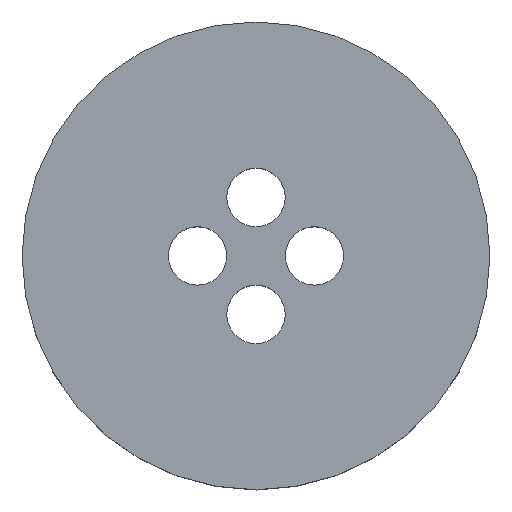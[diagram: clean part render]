
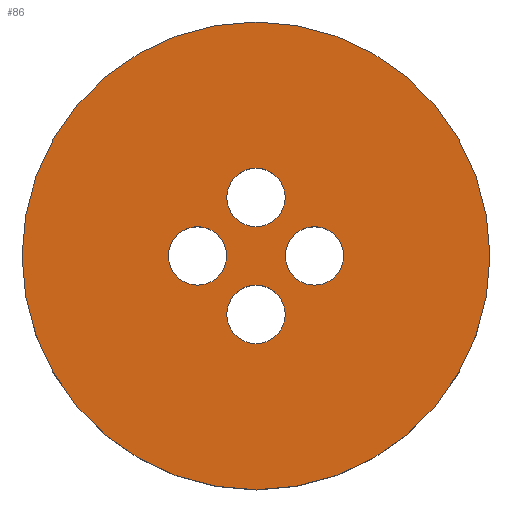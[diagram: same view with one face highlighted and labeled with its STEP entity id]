
A CAD part, top view. The second image highlights one B-rep face of the part: STEP entity #86.
In plain terms, the highlighted planar face has unit normal (0, 0, 1).
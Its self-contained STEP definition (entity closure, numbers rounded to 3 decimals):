
#86=ADVANCED_FACE('',(#114,#115,#116,#117,#118),#119,.T.);
#114=FACE_BOUND('',#146,.T.);
#115=FACE_BOUND('',#147,.T.);
#116=FACE_BOUND('',#148,.T.);
#117=FACE_BOUND('',#149,.T.);
#118=FACE_OUTER_BOUND('',#150,.T.);
#119=PLANE('',#151);
#146=EDGE_LOOP('',(#235,#236));
#147=EDGE_LOOP('',(#237,#238));
#148=EDGE_LOOP('',(#239,#240));
#149=EDGE_LOOP('',(#241,#242));
#150=EDGE_LOOP('',(#243,#244));
#151=AXIS2_PLACEMENT_3D('',#245,#246,#247);
#235=ORIENTED_EDGE('',*,*,#273,.T.);
#236=ORIENTED_EDGE('',*,*,#257,.T.);
#237=ORIENTED_EDGE('',*,*,#265,.T.);
#238=ORIENTED_EDGE('',*,*,#269,.T.);
#239=ORIENTED_EDGE('',*,*,#261,.T.);
#240=ORIENTED_EDGE('',*,*,#271,.T.);
#241=ORIENTED_EDGE('',*,*,#253,.T.);
#242=ORIENTED_EDGE('',*,*,#275,.T.);
#243=ORIENTED_EDGE('',*,*,#251,.T.);
#244=ORIENTED_EDGE('',*,*,#276,.T.);
#245=CARTESIAN_POINT('',(0.0,0.0,0.5));
#246=DIRECTION('',(0.0,0.0,1.0));
#247=DIRECTION('',(1.0,0.0,0.0));
#251=EDGE_CURVE('',#279,#283,#285,.T.);
#253=EDGE_CURVE('',#289,#286,#290,.T.);
#257=EDGE_CURVE('',#297,#294,#298,.T.);
#261=EDGE_CURVE('',#305,#302,#306,.T.);
#265=EDGE_CURVE('',#313,#310,#314,.T.);
#269=EDGE_CURVE('',#310,#313,#319,.T.);
#271=EDGE_CURVE('',#302,#305,#321,.T.);
#273=EDGE_CURVE('',#294,#297,#323,.T.);
#275=EDGE_CURVE('',#286,#289,#325,.T.);
#276=EDGE_CURVE('',#283,#279,#326,.T.);
#279=VERTEX_POINT('',#329);
#283=VERTEX_POINT('',#334);
#285=CIRCLE('',#337,2.0);
#286=VERTEX_POINT('',#338);
#289=VERTEX_POINT('',#342);
#290=CIRCLE('',#343,0.25);
#294=VERTEX_POINT('',#348);
#297=VERTEX_POINT('',#352);
#298=CIRCLE('',#353,0.25);
#302=VERTEX_POINT('',#358);
#305=VERTEX_POINT('',#362);
#306=CIRCLE('',#363,0.25);
#310=VERTEX_POINT('',#368);
#313=VERTEX_POINT('',#372);
#314=CIRCLE('',#373,0.25);
#319=CIRCLE('',#379,0.25);
#321=CIRCLE('',#381,0.25);
#323=CIRCLE('',#383,0.25);
#325=CIRCLE('',#385,0.25);
#326=CIRCLE('',#386,2.0);
#329=CARTESIAN_POINT('',(2.0,0.0,0.5));
#334=CARTESIAN_POINT('',(-2.0,0.,0.5));
#337=AXIS2_PLACEMENT_3D('',#393,#394,#395);
#338=CARTESIAN_POINT('',(-0.25,0.,0.5));
#342=CARTESIAN_POINT('',(-0.75,0.,0.5));
#343=AXIS2_PLACEMENT_3D('',#397,#398,#399);
#348=CARTESIAN_POINT('',(0.75,0.0,0.5));
#352=CARTESIAN_POINT('',(0.25,0.,0.5));
#353=AXIS2_PLACEMENT_3D('',#405,#406,#407);
#358=CARTESIAN_POINT('',(0.,-0.25,0.5));
#362=CARTESIAN_POINT('',(0.,-0.75,0.5));
#363=AXIS2_PLACEMENT_3D('',#413,#414,#415);
#368=CARTESIAN_POINT('',(0.,0.75,0.5));
#372=CARTESIAN_POINT('',(0.,0.25,0.5));
#373=AXIS2_PLACEMENT_3D('',#421,#422,#423);
#379=AXIS2_PLACEMENT_3D('',#431,#432,#433);
#381=AXIS2_PLACEMENT_3D('',#437,#438,#439);
#383=AXIS2_PLACEMENT_3D('',#443,#444,#445);
#385=AXIS2_PLACEMENT_3D('',#449,#450,#451);
#386=AXIS2_PLACEMENT_3D('',#452,#453,#454);
#393=CARTESIAN_POINT('',(0.0,0.0,0.5));
#394=DIRECTION('',(0.0,0.0,1.0));
#395=DIRECTION('',(1.0,0.0,0.0));
#397=CARTESIAN_POINT('',(-0.5,0.0,0.5));
#398=DIRECTION('',(0.0,0.0,-1.0));
#399=DIRECTION('',(1.0,0.0,0.0));
#405=CARTESIAN_POINT('',(0.5,0.0,0.5));
#406=DIRECTION('',(0.0,0.0,-1.0));
#407=DIRECTION('',(1.0,0.0,0.0));
#413=CARTESIAN_POINT('',(0.,-0.5,0.5));
#414=DIRECTION('',(0.0,0.0,-1.0));
#415=DIRECTION('',(0.,1.0,0.0));
#421=CARTESIAN_POINT('',(0.,0.5,0.5));
#422=DIRECTION('',(0.0,0.0,-1.0));
#423=DIRECTION('',(0.,1.0,0.0));
#431=CARTESIAN_POINT('',(0.,0.5,0.5));
#432=DIRECTION('',(0.0,0.0,-1.0));
#433=DIRECTION('',(0.,1.0,0.0));
#437=CARTESIAN_POINT('',(0.,-0.5,0.5));
#438=DIRECTION('',(0.0,0.0,-1.0));
#439=DIRECTION('',(0.,1.0,0.0));
#443=CARTESIAN_POINT('',(0.5,0.0,0.5));
#444=DIRECTION('',(0.0,0.0,-1.0));
#445=DIRECTION('',(1.0,0.0,0.0));
#449=CARTESIAN_POINT('',(-0.5,0.0,0.5));
#450=DIRECTION('',(0.0,0.0,-1.0));
#451=DIRECTION('',(1.0,0.0,0.0));
#452=CARTESIAN_POINT('',(0.0,0.0,0.5));
#453=DIRECTION('',(0.0,0.0,1.0));
#454=DIRECTION('',(1.0,0.0,0.0));
